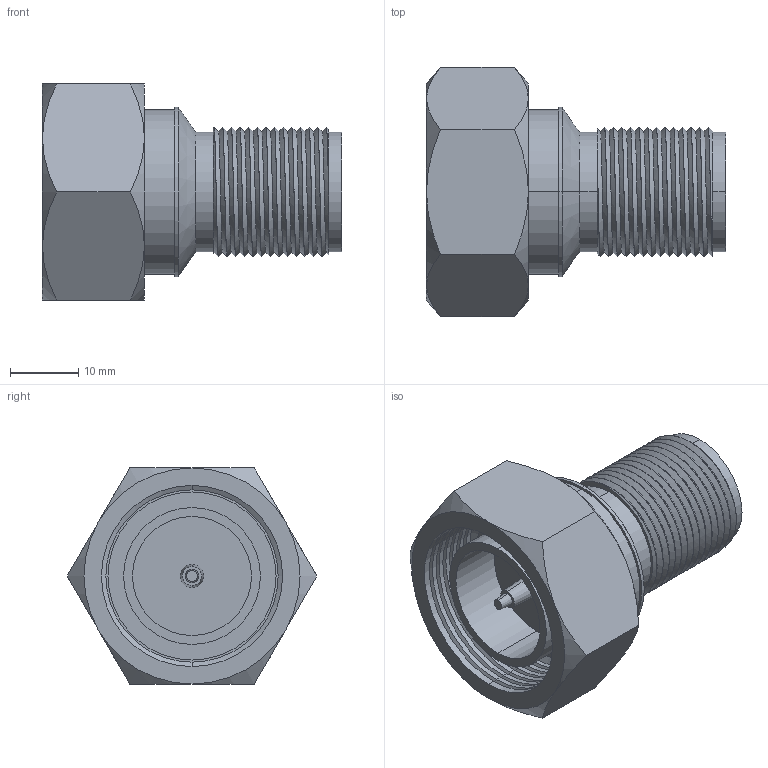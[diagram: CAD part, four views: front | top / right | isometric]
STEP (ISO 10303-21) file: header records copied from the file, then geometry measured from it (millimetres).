
FILE_DESCRIPTION (( 'STEP AP214' ), '1' );
FILE_NAME ('SM4641_3D.step', '2023-09-05T15:10:43', ( '' ), ( '' ), 'SwSTEP 2.0', 'SolidWorks 2022', '' );
FILE_SCHEMA (( 'AUTOMOTIVE_DESIGN' ));
Length unit declared in the file: inch
Products named in the file (1): SM4641_3D
Bounding box: 43.94 x 36.66 x 31.75 mm (x, y, z)
Volume: 14741 mm3; surface area: 9168.2 mm2
Topology: 1 solids, 1 shells, 186 faces, 454 edges, 283 vertices
Faces by surface type: plane 70, cylinder 64, cone 50, bspline 2
Entity records: 7372 total; most frequent: CARTESIAN_POINT 3090, ORIENTED_EDGE 908, DIRECTION 888, EDGE_CURVE 454, AXIS2_PLACEMENT_3D 349, VERTEX_POINT 283, EDGE_LOOP 199, LINE 190
